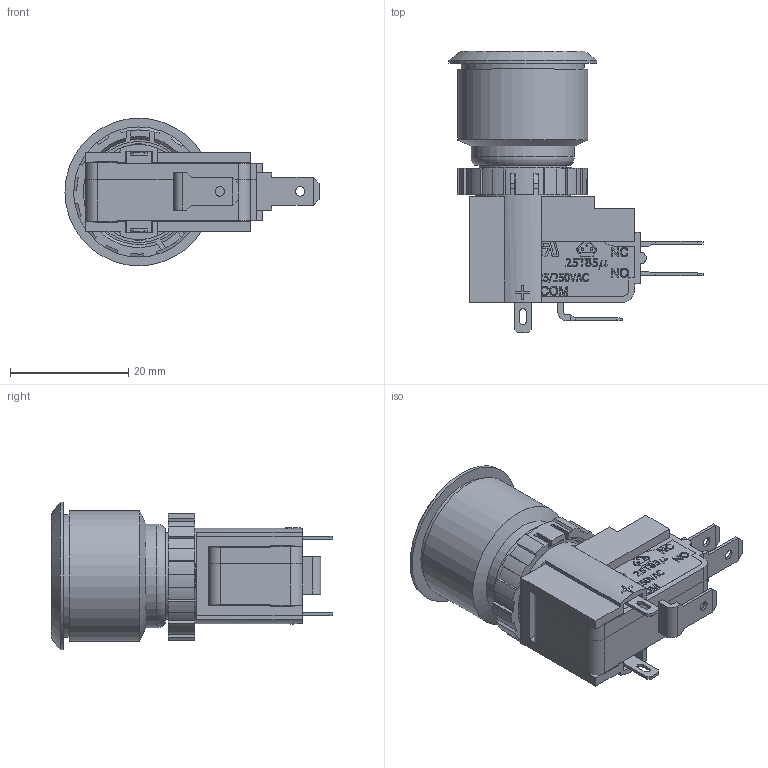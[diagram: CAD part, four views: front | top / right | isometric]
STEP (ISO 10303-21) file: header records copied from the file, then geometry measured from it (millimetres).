
FILE_DESCRIPTION(/* description */ (''),/* implementation_level */ '2;1');
FILE_NAME(/* name */ 'SAV7F1xxx6xx.stp',/* time_stamp */ '2020-11-24T11:28:46-06:00',/* author */ ('mwilliams'),/* organization */ (''),/* preprocessor_version */ 'ST-DEVELOPER v18',/* originating_system */ 'Autodesk Inventor 2020',/* authorisation */ '');
FILE_SCHEMA (('AUTOMOTIVE_DESIGN { 1 0 10303 214 3 1 1 }'));
Length unit declared in the file: inch
Products named in the file (1): T957004_Shrinkwrap_1
Bounding box: 43 x 47.6 x 25 mm (x, y, z)
Volume: 13978.4 mm3; surface area: 11626.3 mm2
Topology: 13 solids, 13 shells, 1155 faces, 3147 edges, 2077 vertices
Faces by surface type: plane 780, bspline 207, cylinder 159, cone 8, torus 1
Full cylindrical faces by diameter (mm): 1.6 x3, 3.1 x2, 13.3 x2, 13.75 x2, 14.7 x2, 17.5 x1, 17.75 x2, 20.8 x1, 22 x1, 25 x1
Entity records: 38824 total; most frequent: CARTESIAN_POINT 10546, ORIENTED_EDGE 6294, DIRECTION 5040, EDGE_CURVE 3147, LINE 2296, VECTOR 2296, VERTEX_POINT 2077, AXIS2_PLACEMENT_3D 1372
